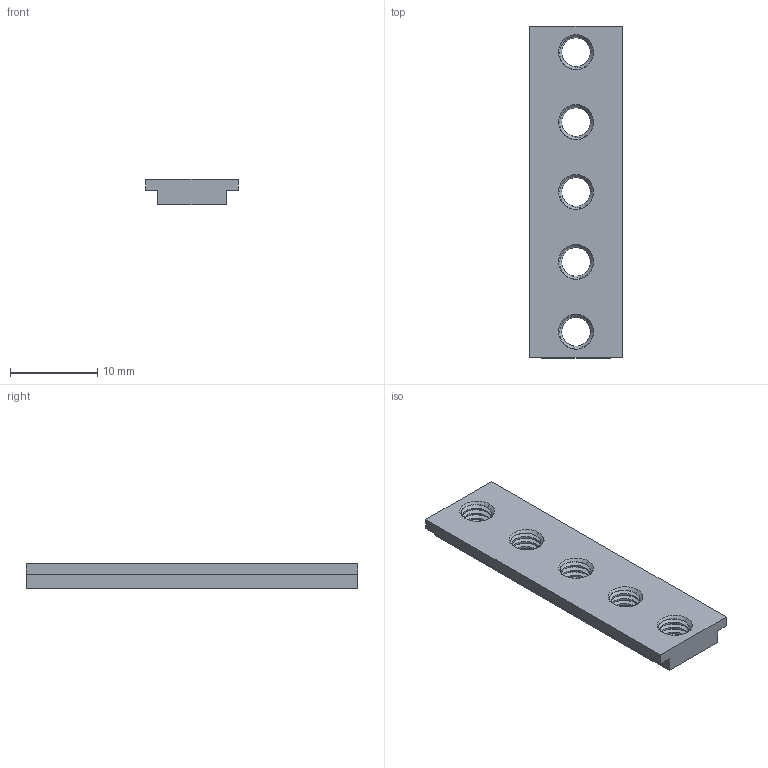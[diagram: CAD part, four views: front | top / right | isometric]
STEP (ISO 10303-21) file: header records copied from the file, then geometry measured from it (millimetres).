
FILE_DESCRIPTION (( 'STEP AP203' ), '1' );
FILE_NAME ('2805-0004-0038.STEP', '2017-04-04T19:08:26', ( '' ), ( '' ), 'SwSTEP 2.0', 'SolidWorks 2016', '' );
FILE_SCHEMA (( 'CONFIG_CONTROL_DESIGN' ));
Length unit declared in the file: millimetre
Products named in the file (1): 2805-0004-0038
Bounding box: 10.64 x 38 x 2.87 mm (x, y, z)
Volume: 840.2 mm3; surface area: 1210.3 mm2
Topology: 1 solids, 1 shells, 130 faces, 364 edges, 236 vertices
Faces by surface type: cylinder 80, cone 30, plane 10, bspline 10
Entity records: 16145 total; most frequent: CARTESIAN_POINT 13261, ORIENTED_EDGE 728, DIRECTION 456, EDGE_CURVE 364, VERTEX_POINT 236, AXIS2_PLACEMENT_3D 171, EDGE_LOOP 140, FACE_OUTER_BOUND 130
